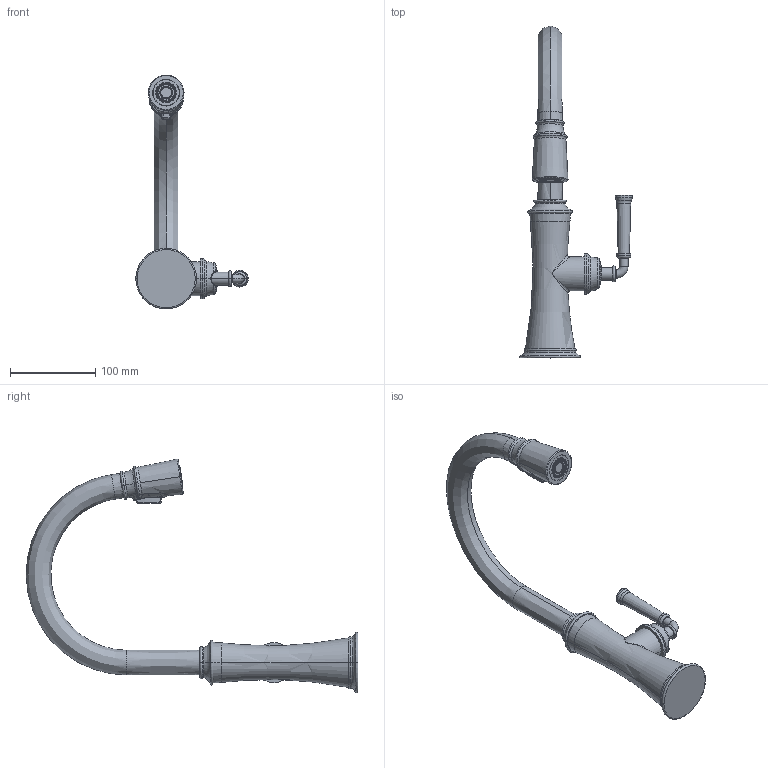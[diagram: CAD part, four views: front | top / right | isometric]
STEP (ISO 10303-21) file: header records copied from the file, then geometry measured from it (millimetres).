
FILE_DESCRIPTION((''),'2;1');
FILE_NAME('3310-5203','2021-10-14T09:46:52',('jinson.thomas'),(''),'CREO PARAMETRIC BY PTC INC, 2018400','CREO PARAMETRIC BY PTC INC, 2018400','');
FILE_SCHEMA(('CONFIG_CONTROL_DESIGN'));
Length unit declared in the file: inch
Products named in the file (1): 3310-5203
Bounding box: 131.68 x 388.78 x 274.16 mm (x, y, z)
Volume: 726887 mm3; surface area: 93197.2 mm2
Topology: 1 solids, 1 shells, 400 faces, 857 edges, 506 vertices
Faces by surface type: torus 100, bspline 87, cone 83, plane 63, cylinder 46, sphere 19, revolution 2
Entity records: 15598 total; most frequent: CARTESIAN_POINT 7207, DIRECTION 1829, ORIENTED_EDGE 1682, AXIS2_PLACEMENT_3D 845, EDGE_CURVE 841, CIRCLE 534, VERTEX_POINT 506, EDGE_LOOP 463
